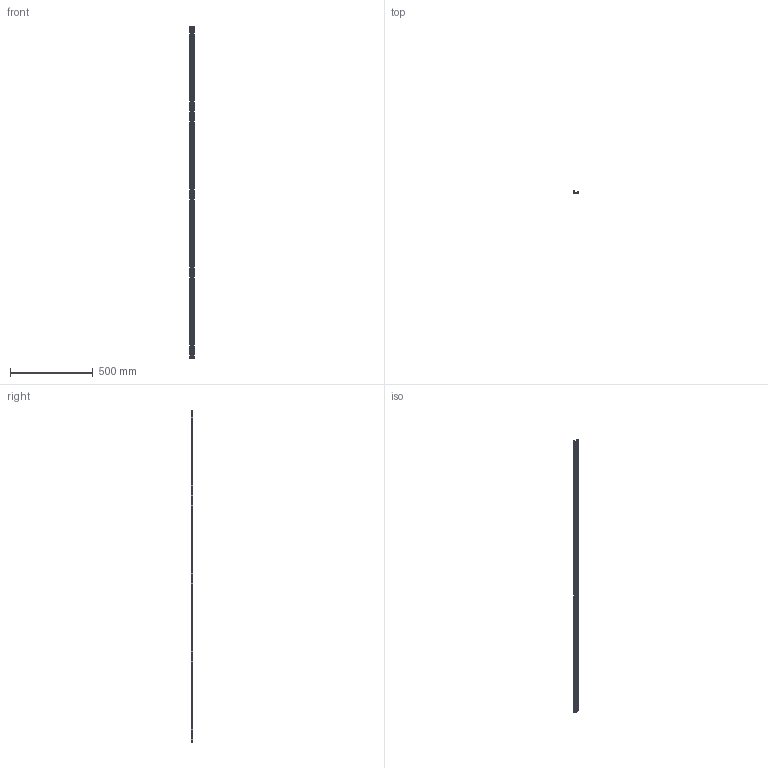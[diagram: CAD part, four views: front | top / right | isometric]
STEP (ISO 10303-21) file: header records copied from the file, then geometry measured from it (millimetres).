
FILE_DESCRIPTION((''),'2;1');
FILE_NAME('00110112210','2019-11-29T',('presta_be4'),(''),'CREO PARAMETRIC BY PTC INC, 2018360','CREO PARAMETRIC BY PTC INC, 2018360','');
FILE_SCHEMA(('CONFIG_CONTROL_DESIGN'));
Products named in the file (1): 00110112210
Bounding box: 27.6 x 11 x 2000.2 mm (x, y, z)
Volume: 98052.2 mm3; surface area: 170313.9 mm2
Topology: 1 solids, 1 shells, 5622 faces, 16860 edges, 11240 vertices
Faces by surface type: plane 2822, cylinder 2800
Entity records: 195114 total; most frequent: CARTESIAN_POINT 33722, ORIENTED_EDGE 33720, DIRECTION 33704, EDGE_CURVE 16860, VECTOR 11260, LINE 11260, VERTEX_POINT 11240, AXIS2_PLACEMENT_3D 11222
